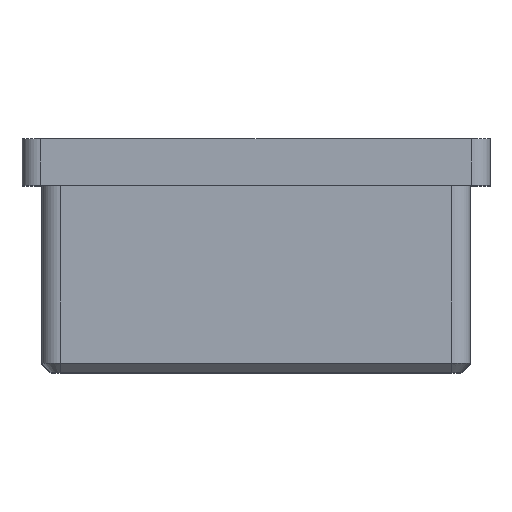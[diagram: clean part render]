
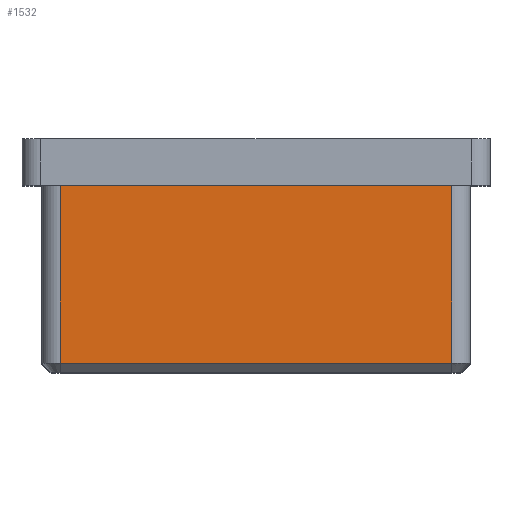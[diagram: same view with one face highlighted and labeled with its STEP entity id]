
A CAD part, top view. The second image highlights one B-rep face of the part: STEP entity #1532.
In plain terms, the highlighted planar face has unit normal (0, 0, 1).
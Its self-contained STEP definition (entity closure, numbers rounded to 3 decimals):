
#300 = LINE ( 'NONE', #16460, #1159 ) ;
#314 = VERTEX_POINT ( 'NONE', #14391 ) ;
#599 = DIRECTION ( 'NONE',  ( 0., 0., -1. ) ) ;
#1142 = ORIENTED_EDGE ( 'NONE', *, *, #2951, .T. ) ;
#1159 = VECTOR ( 'NONE', #1321, 1000. ) ;
#1179 = LINE ( 'NONE', #9922, #13282 ) ;
#1321 = DIRECTION ( 'NONE',  ( 0., -1., 0. ) ) ;
#1532 = ADVANCED_FACE ( 'NONE', ( #7784 ), #10263, .F. ) ;
#1676 = EDGE_CURVE ( 'NONE', #9654, #314, #17035, .T. ) ;
#2885 = VECTOR ( 'NONE', #5663, 1000. ) ;
#2951 = EDGE_CURVE ( 'NONE', #314, #11517, #1179, .T. ) ;
#3928 = CARTESIAN_POINT ( 'NONE',  ( 20.9, -19., 22.9 ) ) ;
#4159 = EDGE_CURVE ( 'NONE', #11517, #7064, #300, .T. ) ;
#4754 = EDGE_CURVE ( 'NONE', #7064, #9654, #4807, .T. ) ;
#4807 = LINE ( 'NONE', #3928, #2885 ) ;
#5663 = DIRECTION ( 'NONE',  ( 1., 0., 0. ) ) ;
#5820 = ORIENTED_EDGE ( 'NONE', *, *, #4754, .T. ) ;
#5847 = ORIENTED_EDGE ( 'NONE', *, *, #1676, .T. ) ;
#6381 = CARTESIAN_POINT ( 'NONE',  ( -20.9, -19., 22.9 ) ) ;
#6543 = DIRECTION ( 'NONE',  ( 0., 1., 0. ) ) ;
#7064 = VERTEX_POINT ( 'NONE', #6381 ) ;
#7555 = VECTOR ( 'NONE', #6543, 1000. ) ;
#7620 = AXIS2_PLACEMENT_3D ( 'NONE', #17173, #599, #15858 ) ;
#7784 = FACE_OUTER_BOUND ( 'NONE', #13139, .T. ) ;
#7855 = CARTESIAN_POINT ( 'NONE',  ( 20.9, -19., 22.9 ) ) ;
#9654 = VERTEX_POINT ( 'NONE', #7855 ) ;
#9917 = ORIENTED_EDGE ( 'NONE', *, *, #4159, .T. ) ;
#9922 = CARTESIAN_POINT ( 'NONE',  ( -22.9, 0., 22.9 ) ) ;
#10263 = PLANE ( 'NONE',  #7620 ) ;
#11517 = VERTEX_POINT ( 'NONE', #16495 ) ;
#12686 = DIRECTION ( 'NONE',  ( -1., 0., 0. ) ) ;
#13139 = EDGE_LOOP ( 'NONE', ( #9917, #5820, #5847, #1142 ) ) ;
#13282 = VECTOR ( 'NONE', #12686, 1000. ) ;
#14391 = CARTESIAN_POINT ( 'NONE',  ( 20.9, 0., 22.9 ) ) ;
#15858 = DIRECTION ( 'NONE',  ( -1., 0., 0. ) ) ;
#16094 = CARTESIAN_POINT ( 'NONE',  ( 20.9, -20., 22.9 ) ) ;
#16460 = CARTESIAN_POINT ( 'NONE',  ( -20.9, -20., 22.9 ) ) ;
#16495 = CARTESIAN_POINT ( 'NONE',  ( -20.9, 0., 22.9 ) ) ;
#17035 = LINE ( 'NONE', #16094, #7555 ) ;
#17173 = CARTESIAN_POINT ( 'NONE',  ( -22.9, -20., 22.9 ) ) ;
